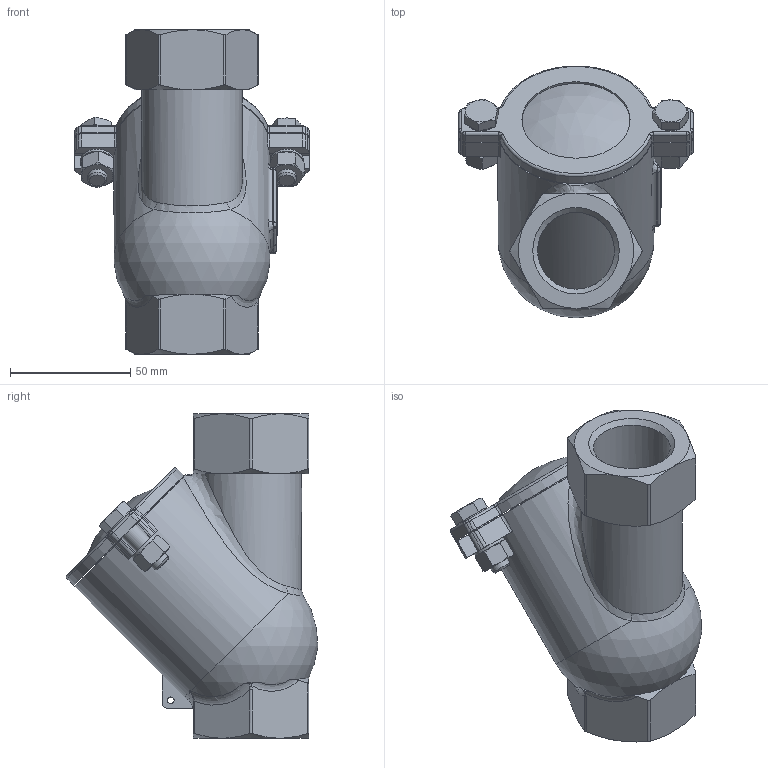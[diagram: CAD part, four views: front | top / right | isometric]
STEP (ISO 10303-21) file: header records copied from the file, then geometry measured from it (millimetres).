
FILE_DESCRIPTION(/* description */ (''),/* implementation_level */ '2;1');
FILE_NAME(/* name */ 'DN32_3D_STEP.stp',/* time_stamp */ '2025-07-31T22:57:38+03:00',/* author */ ('igorr'),/* organization */ (''),/* preprocessor_version */ 'ST-DEVELOPER v20',/* originating_system */ 'Autodesk Inventor 2025',/* authorisation */ '');
FILE_SCHEMA (('AUTOMOTIVE_DESIGN { 1 0 10303 214 3 1 1 }'));
Length unit declared in the file: millimetre
Products named in the file (5): Сборка1; Деталь1; AS 1110 - M8 x 25; AS 1237 - 8; ANSI B18.2.4.2M - M8x1,25
Assembly tree (7 placements, depth 2):
  Сборка1
    Деталь1
    AS 1110 - M8 x 25  x2
    AS 1237 - 8  x2
    ANSI B18.2.4.2M - M8x1,25  x2
Bounding box: 97.56 x 104.78 x 135 mm (x, y, z)
Volume: 387630 mm3; surface area: 56398.2 mm2
Topology: 7 solids, 7 shells, 374 faces, 918 edges, 571 vertices
Faces by surface type: plane 153, cylinder 79, cone 66, bspline 57, torus 14, sphere 5
Full cylindrical faces by diameter (mm): 2.807 x1, 6.647 x2, 8 x4, 8.4 x2, 13 x2, 14 x2, 23.122 x1, 32 x2, 45 x1
Entity records: 11363 total; most frequent: CARTESIAN_POINT 3639, ORIENTED_EDGE 1616, DIRECTION 1385, EDGE_CURVE 808, AXIS2_PLACEMENT_3D 518, VERTEX_POINT 508, LINE 349, VECTOR 349
